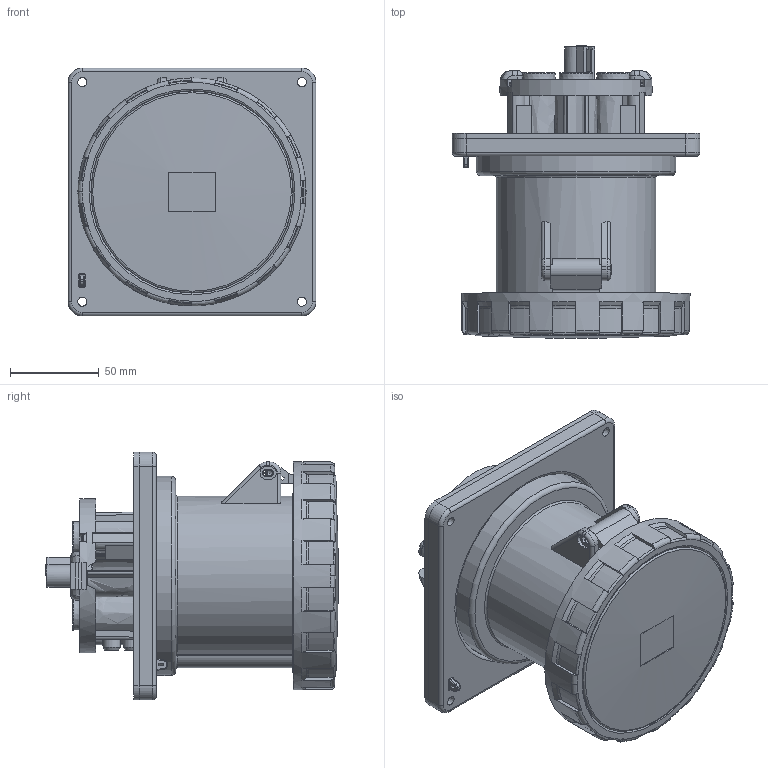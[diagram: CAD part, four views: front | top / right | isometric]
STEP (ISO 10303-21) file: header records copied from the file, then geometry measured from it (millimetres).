
FILE_DESCRIPTION(/* description */ (''),/* implementation_level */ '2;1');
FILE_NAME(/* name */ '4003613.stp',/* time_stamp */ '2019-11-04T08:15:26+01:00',/* author */ (''),/* organization */ (''),/* preprocessor_version */ 'ST-DEVELOPER v16.7',/* originating_system */ 'SIEMENS PLM Software NX 1888',/* authorisation */ '');
FILE_SCHEMA (('AUTOMOTIVE_DESIGN { 1 0 10303 214 3 1 1 1 }'));
Length unit declared in the file: millimetre
Products named in the file (1): BSOMB26489C0fpau
Bounding box: 139.7 x 164.84 x 139.7 mm (x, y, z)
Volume: 531868.1 mm3; surface area: 390787 mm2
Topology: 18 solids, 18 shells, 1903 faces, 4926 edges, 3238 vertices
Faces by surface type: plane 1050, cylinder 445, cone 138, bspline 133, extrusion 70, torus 52, revolution 8, sphere 7
Full cylindrical faces by diameter (mm): 1.4 x3, 2.5 x1, 2.8 x4, 3 x2, 3.2 x3, 3.4 x12, 3.8 x4, 4 x4, 4.3 x3, 4.5 x7, 4.642 x1, 5 x5, 5.1 x4, 6.5 x1, 7.3 x1, 7.4 x4, 7.75 x3, 8.5 x2, 10 x2, 10.5 x4, 11.3 x3, 12 x1, 12.2 x1, 14.3 x1, 15 x4, 16.8 x1, 18 x1, 18.5 x4, 71.5 x1, 75 x1
Entity records: 72387 total; most frequent: CARTESIAN_POINT 27300, ORIENTED_EDGE 9308, DIRECTION 8763, EDGE_CURVE 4654, VERTEX_POINT 3163, AXIS2_PLACEMENT_3D 3079, VECTOR 2597, LINE 2527
